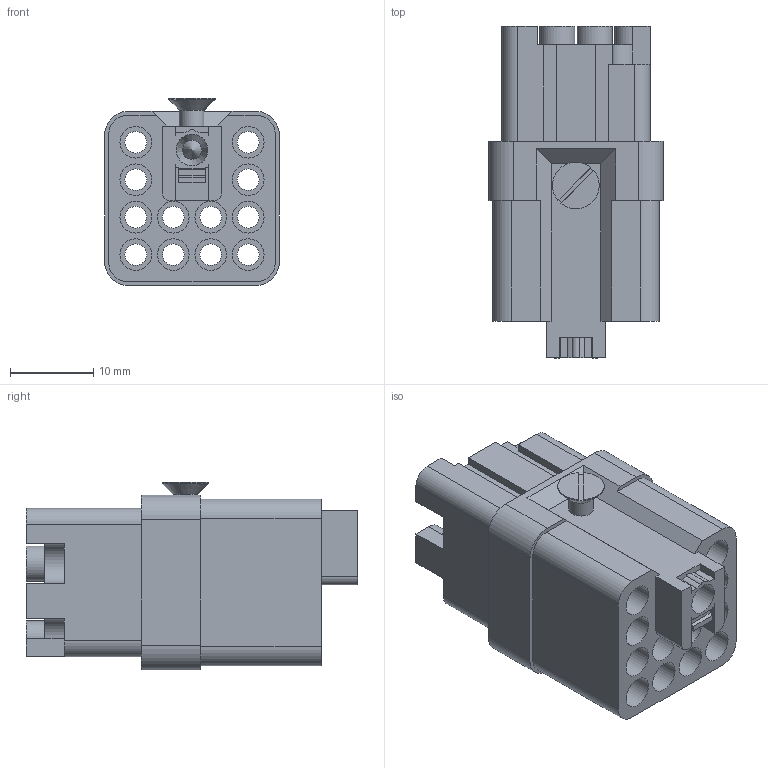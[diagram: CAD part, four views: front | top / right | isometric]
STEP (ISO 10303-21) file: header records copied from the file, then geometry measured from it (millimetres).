
FILE_DESCRIPTION(/* description */ (''),/* implementation_level */ '2;1');
FILE_NAME(/* name */ '100197445ugm000_c.stp',/* time_stamp */ '2017-11-24T15:38:19+01:00',/* author */ (''),/* organization */ (''),/* preprocessor_version */ 'ST-DEVELOPER v16',/* originating_system */ 'SIEMENS PLM Software NX 10.0',/* authorisation */ '');
FILE_SCHEMA (('AUTOMOTIVE_DESIGN { 1 0 10303 214 3 1 1 1 }'));
Length unit declared in the file: millimetre
Products named in the file (1): 100197445ugm000_c
Bounding box: 21 x 39.85 x 22.55 mm (x, y, z)
Volume: 8532.7 mm3; surface area: 8521.4 mm2
Topology: 1 solids, 1 shells, 547 faces, 1382 edges, 929 vertices
Faces by surface type: plane 402, cylinder 130, bspline 11, cone 4
Full cylindrical faces by diameter (mm): 0.56 x1, 0.785 x1, 1.75 x1, 1.9 x1, 2 x2, 2.3 x1, 2.5 x2, 2.6 x12, 3 x13, 3.2 x1, 3.8 x13, 4.25 x1
Entity records: 17171 total; most frequent: CARTESIAN_POINT 3192, ORIENTED_EDGE 2654, DIRECTION 2648, EDGE_CURVE 1327, LINE 1024, VECTOR 1024, VERTEX_POINT 914, AXIS2_PLACEMENT_3D 812
